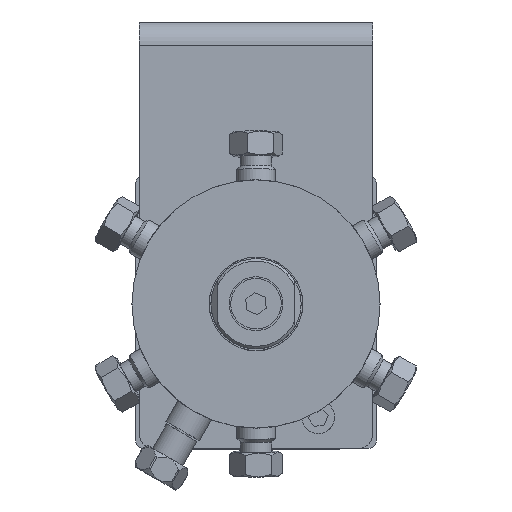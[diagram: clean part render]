
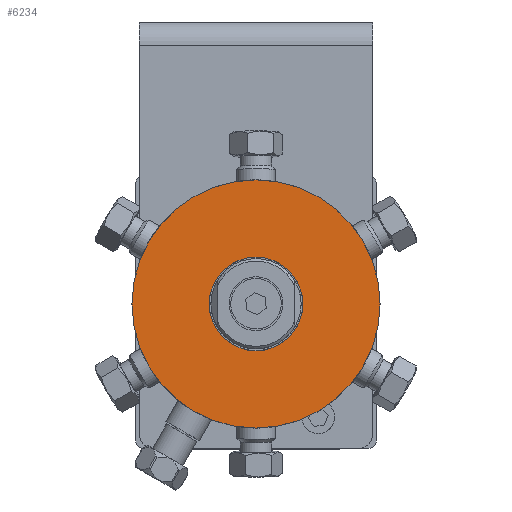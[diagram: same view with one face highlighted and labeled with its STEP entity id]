
A CAD part, top view. The second image highlights one B-rep face of the part: STEP entity #6234.
In plain terms, the highlighted planar face has unit normal (0, 0, 1).
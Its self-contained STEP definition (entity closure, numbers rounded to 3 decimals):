
#6207=CARTESIAN_POINT('',(29.67,5.86,165.825));
#6208=DIRECTION('',(0.0,0.0,1.0));
#6209=DIRECTION('',(-0.866,-0.5,0.0));
#6210=AXIS2_PLACEMENT_3D('',#6207,#6208,#6209);
#6211=PLANE('',#6210);
#6212=CARTESIAN_POINT('',(33.623,-0.987,165.825));
#6213=VERTEX_POINT('',#6212);
#6214=CARTESIAN_POINT('',(20.955,20.955,165.825));
#6215=DIRECTION('',(0.,0.,-1.0));
#6216=DIRECTION('',(0.5,-0.866,0.));
#6217=AXIS2_PLACEMENT_3D('',#6214,#6215,#6216);
#6218=CIRCLE('',#6217,25.337);
#6219=EDGE_CURVE('',#6213,#6213,#6218,.T.);
#6220=ORIENTED_EDGE('',*,*,#6219,.F.);
#6221=EDGE_LOOP('',(#6220));
#6222=FACE_OUTER_BOUND('',#6221,.T.);
#6223=CARTESIAN_POINT('',(25.73,12.684,165.825));
#6224=VERTEX_POINT('',#6223);
#6225=CARTESIAN_POINT('',(20.955,20.955,165.825));
#6226=DIRECTION('',(0.,0.,1.0));
#6227=DIRECTION('',(-0.5,0.866,0.));
#6228=AXIS2_PLACEMENT_3D('',#6225,#6226,#6227);
#6229=CIRCLE('',#6228,9.55);
#6230=EDGE_CURVE('',#6224,#6224,#6229,.T.);
#6231=ORIENTED_EDGE('',*,*,#6230,.F.);
#6232=EDGE_LOOP('',(#6231));
#6233=FACE_BOUND('',#6232,.T.);
#6234=ADVANCED_FACE('',(#6222,#6233),#6211,.T.);
